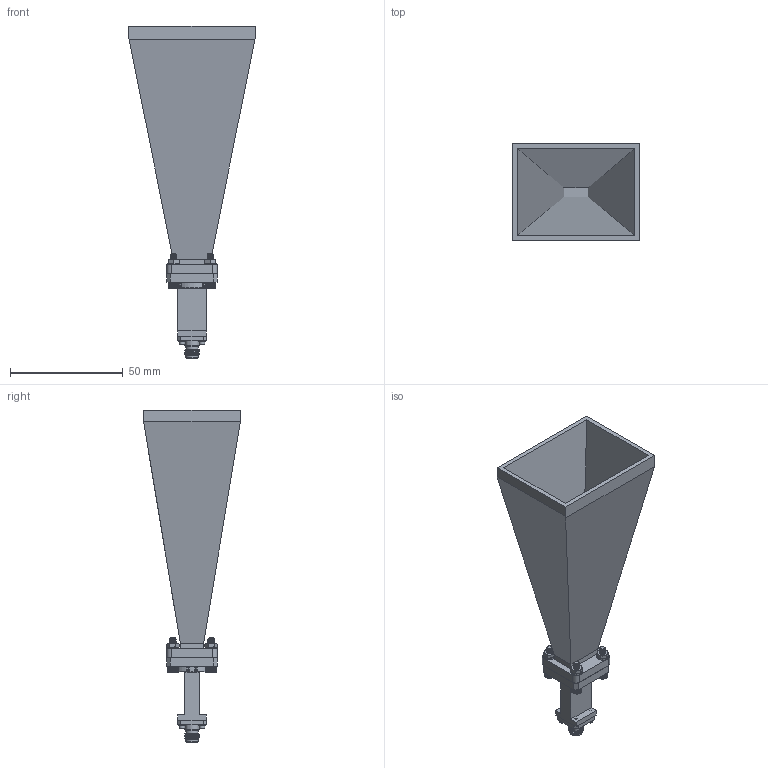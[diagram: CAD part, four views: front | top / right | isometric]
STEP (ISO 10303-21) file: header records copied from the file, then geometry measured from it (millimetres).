
FILE_DESCRIPTION (( 'STEP AP214' ), '1' );
FILE_NAME ('PEWAN042-20ELKF_3D.STEP', '2021-10-13T14:46:01', ( '' ), ( '' ), 'SwSTEP 2.0', 'SolidWorks 2021', '' );
FILE_SCHEMA (( 'AUTOMOTIVE_DESIGN' ));
Length unit declared in the file: inch
Products named in the file (6): 4-LW; 4-40SH-HXx.5_92196A110; PEWAN042-20ELKF_3D; 4-40HN-NARROW_90760A210; PEWAN042-20; PEWCA1070
Assembly tree (14 placements, depth 2):
  PEWAN042-20ELKF_3D
    4-40SH-HXx.5_92196A110  x4
    4-LW  x4
    PEWCA1070
    PEWAN042-20
    4-40HN-NARROW_90760A210  x4
Bounding box: 56.29 x 42.79 x 147.46 mm (x, y, z)
Volume: 45114.8 mm3; surface area: 32387.1 mm2
Topology: 19 solids, 19 shells, 1367 faces, 3111 edges, 1802 vertices
Faces by surface type: plane 714, cone 370, cylinder 184, torus 52, bspline 31, sphere 16
Full cylindrical faces by diameter (mm): 1.016 x2, 1.27 x2, 1.524 x36, 1.854 x5, 2.438 x4, 2.92 x1, 2.946 x4, 3.048 x4, 3.7 x4, 4.521 x1, 5.08 x1, 5.334 x2, 6.35 x1
Entity records: 24962 total; most frequent: CARTESIAN_POINT 11634, DIRECTION 2646, ORIENTED_EDGE 2628, EDGE_CURVE 1314, AXIS2_PLACEMENT_3D 1076, VERTEX_POINT 788, EDGE_LOOP 740, FACE_OUTER_BOUND 664
